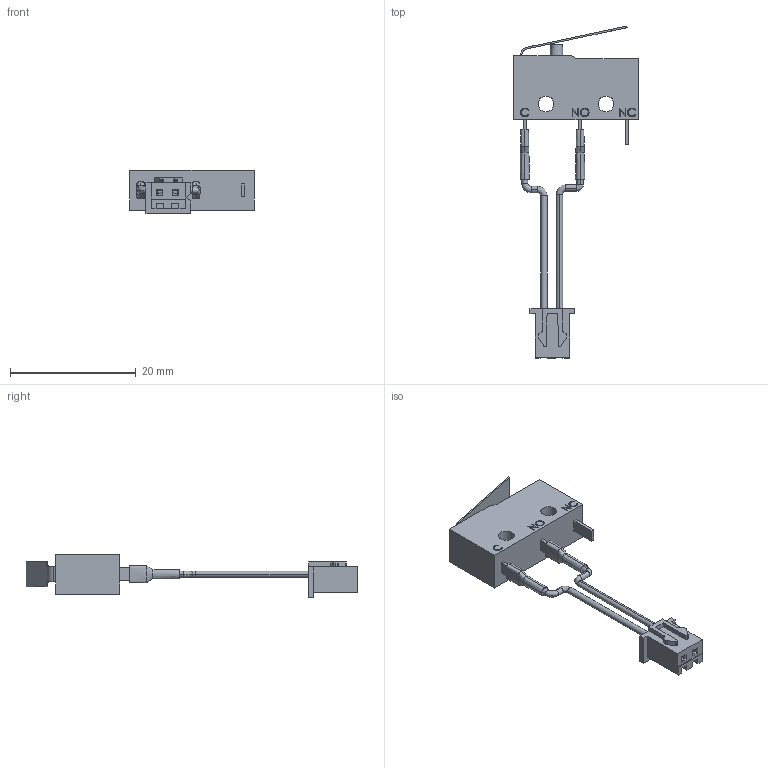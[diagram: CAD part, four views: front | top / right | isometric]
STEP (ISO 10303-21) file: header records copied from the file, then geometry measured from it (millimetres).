
FILE_DESCRIPTION (( 'STEP AP214' ), '1' );
FILE_NAME ('1024-D.STEP', '2015-04-02T08:36:32', ( '' ), ( '' ), 'SwSTEP 2.0', 'SolidWorks 2014', '' );
FILE_SCHEMA (( 'AUTOMOTIVE_DESIGN' ));
Length unit declared in the file: millimetre
Products named in the file (1): 1024-D
Bounding box: 19.81 x 52.71 x 6.9 mm (x, y, z)
Volume: 1423.9 mm3; surface area: 1783.6 mm2
Topology: 6 solids, 6 shells, 219 faces, 591 edges, 391 vertices
Faces by surface type: plane 142, bspline 38, cylinder 30, torus 7, cone 2
Entity records: 11922 total; most frequent: CARTESIAN_POINT 5866, ORIENTED_EDGE 1178, DIRECTION 973, EDGE_CURVE 589, VECTOR 425, LINE 425, VERTEX_POINT 391, AXIS2_PLACEMENT_3D 274
